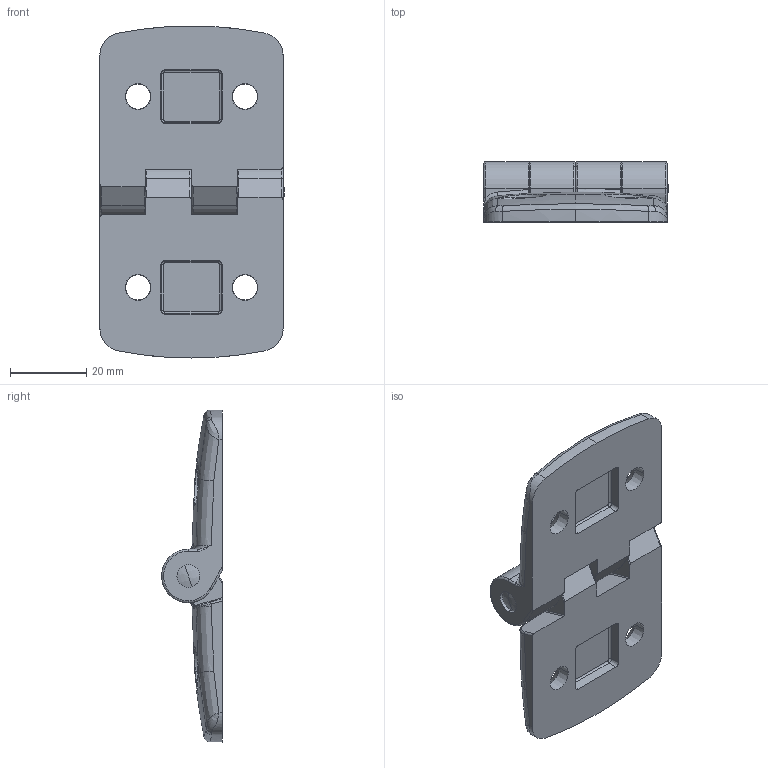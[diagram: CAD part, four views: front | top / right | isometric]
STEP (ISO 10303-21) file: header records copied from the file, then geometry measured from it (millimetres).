
FILE_DESCRIPTION (( 'STEP AP203' ), '1' );
FILE_NAME ('402535642_c_1.STEP', '2022-10-18T15:05:33', ( '' ), ( '' ), 'SwSTEP 2.0', 'SolidWorks 2014', '' );
FILE_SCHEMA (( 'CONFIG_CONTROL_DESIGN' ));
Length unit declared in the file: millimetre
Products named in the file (3): Aluminium Kombischarnier Seite 45; 402535642_c_1; Aluminium Kombischarnier Achse 6x48
Assembly tree (3 placements, depth 2):
  402535642_c_1
    Aluminium Kombischarnier Seite 45  x2
    Aluminium Kombischarnier Achse 6x48
Bounding box: 48.26 x 15.9 x 87 mm (x, y, z)
Volume: 27256.3 mm3; surface area: 13605.6 mm2
Topology: 3 solids, 3 shells, 217 faces, 537 edges, 316 vertices
Faces by surface type: bspline 79, cylinder 64, plane 34, cone 26, torus 14
Entity records: 5266 total; most frequent: CARTESIAN_POINT 2599, ORIENTED_EDGE 542, DIRECTION 432, EDGE_CURVE 271, AXIS2_PLACEMENT_3D 174, VERTEX_POINT 162, EDGE_LOOP 119, FACE_OUTER_BOUND 112
